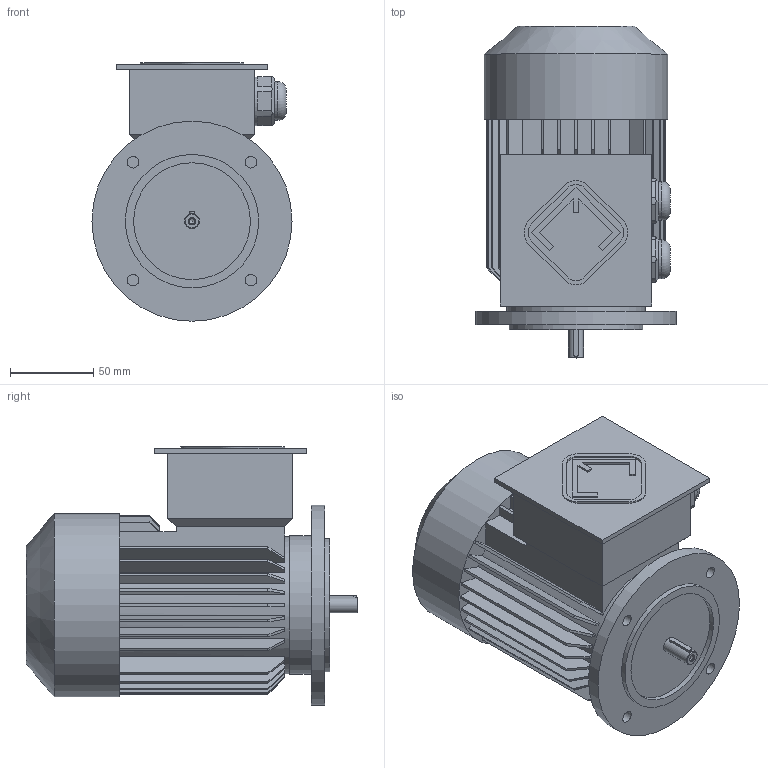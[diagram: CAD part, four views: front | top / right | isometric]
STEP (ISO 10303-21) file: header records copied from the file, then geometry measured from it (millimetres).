
FILE_DESCRIPTION(/* description */ ('Unknown'),/* implementation_level */ '2;1');
FILE_NAME(/* name */ 'AIS56_В5',/* time_stamp */ '2021-03-23T10:20:05+03:00',/* author */ ('Unknown'),/* organization */ ('Unknown'),/* preprocessor_version */ 'ST-DEVELOPER v16',/* originating_system */ 'DEX',/* authorisation */ $);
FILE_SCHEMA (('AUTOMOTIVE_DESIGN {1 0 10303 214 3 1 1}'));
Length unit declared in the file: millimetre
Products named in the file (1): AIS56_ﾂ5
Bounding box: 120 x 199 x 155 mm (x, y, z)
Volume: 1583772.7 mm3; surface area: 170407 mm2
Topology: 1 solids, 1 shells, 287 faces, 802 edges, 529 vertices
Faces by surface type: plane 194, cylinder 57, cone 34, torus 2
Full cylindrical faces by diameter (mm): 3.242 x2, 7 x4, 9 x1, 23.257 x2, 29.5 x2, 70 x1, 80 x1, 82 x1, 83 x1, 110 x1, 120 x1
Entity records: 11240 total; most frequent: CARTESIAN_POINT 1920, ORIENTED_EDGE 1520, DIRECTION 1507, EDGE_CURVE 760, AXIS2_PLACEMENT_3D 523, VERTEX_POINT 512, LINE 461, VECTOR 461
